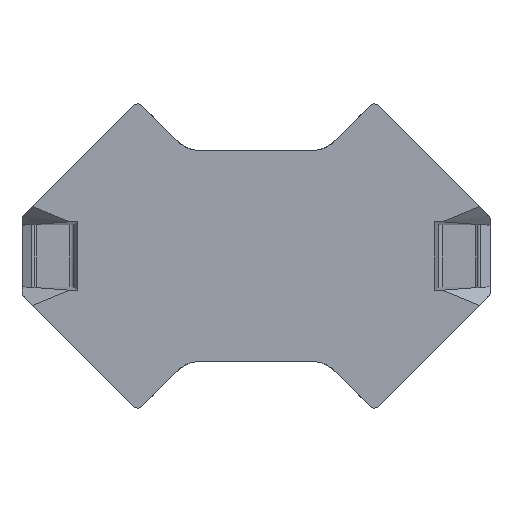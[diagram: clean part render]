
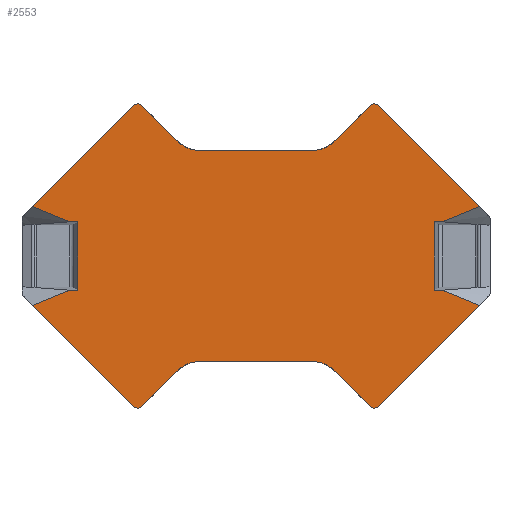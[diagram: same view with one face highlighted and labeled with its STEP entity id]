
A CAD part, front view. The second image highlights one B-rep face of the part: STEP entity #2553.
In plain terms, the highlighted planar face has unit normal (0, -1, 0).
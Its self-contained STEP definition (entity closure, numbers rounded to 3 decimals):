
#1=DIRECTION('',(1.,0.,0.));
#2=VECTOR('',#1,10.009);
#3=CARTESIAN_POINT('',(-5.005,0.,9.5));
#4=LINE('',#3,#2);
#5=CARTESIAN_POINT('',(5.005,0.,12.5));
#6=DIRECTION('',(0.,-1.,0.));
#7=DIRECTION('',(0.,0.,-1.));
#8=AXIS2_PLACEMENT_3D('',#5,#6,#7);
#10=DIRECTION('',(0.707,0.,0.707));
#11=VECTOR('',#10,4.522);
#12=CARTESIAN_POINT('',(7.126,0.,10.379));
#13=LINE('',#12,#11);
#14=CARTESIAN_POINT('',(10.677,0.,13.223));
#15=DIRECTION('',(0.,1.,0.));
#16=DIRECTION('',(-0.707,0.,0.707));
#17=AXIS2_PLACEMENT_3D('',#14,#15,#16);
#19=DIRECTION('',(0.707,0.,-0.707));
#20=VECTOR('',#19,12.884);
#21=CARTESIAN_POINT('',(11.031,0.,13.576));
#22=LINE('',#21,#20);
#23=DIRECTION('',(-0.924,0.,-0.383));
#24=VECTOR('',#23,3.617);
#25=CARTESIAN_POINT('',(20.141,0.,4.466));
#26=LINE('',#25,#24);
#27=DIRECTION('',(0.,0.,-1.));
#28=VECTOR('',#27,6.164);
#29=CARTESIAN_POINT('',(16.064,0.,3.082));
#30=LINE('',#29,#28);
#31=DIRECTION('',(1.,0.,0.));
#32=VECTOR('',#31,0.736);
#33=CARTESIAN_POINT('',(16.064,0.,
-3.082));
#34=LINE('',#33,#32);
#35=DIRECTION('',(0.924,0.,-0.383));
#36=VECTOR('',#35,3.617);
#37=CARTESIAN_POINT('',(16.8,0.,-3.082));
#38=LINE('',#37,#36);
#39=DIRECTION('',(-0.707,0.,-0.707));
#40=VECTOR('',#39,12.884);
#41=CARTESIAN_POINT('',(20.141,0.,-4.466));
#42=LINE('',#41,#40);
#43=CARTESIAN_POINT('',(10.677,0.,-13.223));
#44=DIRECTION('',(0.,1.,0.));
#45=DIRECTION('',(0.707,0.,-0.707));
#46=AXIS2_PLACEMENT_3D('',#43,#44,#45);
#48=DIRECTION('',(-0.707,0.,0.707));
#49=VECTOR('',#48,4.522);
#50=CARTESIAN_POINT('',(10.324,0.,-13.576));
#51=LINE('',#50,#49);
#52=CARTESIAN_POINT('',(5.005,0.,-12.5));
#53=DIRECTION('',(0.,-1.,0.));
#54=DIRECTION('',(0.707,0.,0.707));
#55=AXIS2_PLACEMENT_3D('',#52,#53,#54);
#57=DIRECTION('',(-1.,0.,0.));
#58=VECTOR('',#57,10.009);
#59=CARTESIAN_POINT('',(5.005,0.,-9.5));
#60=LINE('',#59,#58);
#61=CARTESIAN_POINT('',(-5.005,0.,-12.5));
#62=DIRECTION('',(0.,-1.,0.));
#63=DIRECTION('',(0.,0.,1.));
#64=AXIS2_PLACEMENT_3D('',#61,#62,#63);
#66=DIRECTION('',(-0.707,0.,-0.707));
#67=VECTOR('',#66,4.522);
#68=CARTESIAN_POINT('',(-7.126,0.,-10.379));
#69=LINE('',#68,#67);
#70=CARTESIAN_POINT('',(-10.677,0.,-13.223));
#71=DIRECTION('',(0.,1.,0.));
#72=DIRECTION('',(0.707,0.,-0.707));
#73=AXIS2_PLACEMENT_3D('',#70,#71,#72);
#75=DIRECTION('',(-0.707,0.,0.707));
#76=VECTOR('',#75,12.884);
#77=CARTESIAN_POINT('',(-11.031,0.,-13.576));
#78=LINE('',#77,#76);
#79=DIRECTION('',(0.924,0.,0.383));
#80=VECTOR('',#79,3.617);
#81=CARTESIAN_POINT('',(-20.141,0.,
-4.466));
#82=LINE('',#81,#80);
#83=DIRECTION('',(-1.,0.,0.));
#84=VECTOR('',#83,0.736);
#85=CARTESIAN_POINT('',(-16.064,0.,
3.082));
#86=LINE('',#85,#84);
#87=DIRECTION('',(-0.924,0.,0.383));
#88=VECTOR('',#87,3.617);
#89=CARTESIAN_POINT('',(-16.8,0.,3.082));
#90=LINE('',#89,#88);
#91=DIRECTION('',(0.707,0.,0.707));
#92=VECTOR('',#91,12.884);
#93=CARTESIAN_POINT('',(-20.141,0.,
4.466));
#94=LINE('',#93,#92);
#95=CARTESIAN_POINT('',(-10.677,0.,13.223));
#96=DIRECTION('',(0.,1.,0.));
#97=DIRECTION('',(-0.707,0.,0.707));
#98=AXIS2_PLACEMENT_3D('',#95,#96,#97);
#100=DIRECTION('',(0.707,0.,-0.707));
#101=VECTOR('',#100,4.522);
#102=CARTESIAN_POINT('',(-10.324,0.,13.576));
#103=LINE('',#102,#101);
#104=CARTESIAN_POINT('',(-5.005,0.,12.5));
#105=DIRECTION('',(0.,-1.,0.));
#106=DIRECTION('',(-0.707,0.,-0.707));
#107=AXIS2_PLACEMENT_3D('',#104,#105,#106);
#1295=DIRECTION('',(0.,0.,-1.));
#1296=VECTOR('',#1295,6.164);
#1297=CARTESIAN_POINT('',(-16.064,0.,
3.082));
#1298=LINE('',#1297,#1296);
#1321=DIRECTION('',(-1.,0.,0.));
#1322=VECTOR('',#1321,0.736);
#1323=CARTESIAN_POINT('',(-16.064,0.,
-3.082));
#1324=LINE('',#1323,#1322);
#2124=DIRECTION('',(1.,0.,0.));
#2125=VECTOR('',#2124,0.736);
#2126=CARTESIAN_POINT('',(16.064,0.,
3.082));
#2127=LINE('',#2126,#2125);
#2183=CARTESIAN_POINT('',(-5.005,0.,9.5));
#2184=CARTESIAN_POINT('',(5.005,0.,9.5));
#2185=VERTEX_POINT('',#2183);
#2186=VERTEX_POINT('',#2184);
#2187=CARTESIAN_POINT('',(7.126,0.,10.379));
#2188=VERTEX_POINT('',#2187);
#2189=CARTESIAN_POINT('',(10.324,0.,13.576));
#2190=VERTEX_POINT('',#2189);
#2191=CARTESIAN_POINT('',(11.031,0.,13.576));
#2192=VERTEX_POINT('',#2191);
#2193=CARTESIAN_POINT('',(20.141,0.,
4.466));
#2194=VERTEX_POINT('',#2193);
#2195=CARTESIAN_POINT('',(16.8,0.,3.082));
#2196=VERTEX_POINT('',#2195);
#2197=CARTESIAN_POINT('',(16.064,0.,
3.082));
#2198=VERTEX_POINT('',#2197);
#2199=CARTESIAN_POINT('',(16.064,0.,
-3.082));
#2200=VERTEX_POINT('',#2199);
#2201=CARTESIAN_POINT('',(16.8,0.,-3.082));
#2202=VERTEX_POINT('',#2201);
#2203=CARTESIAN_POINT('',(20.141,0.,
-4.466));
#2204=VERTEX_POINT('',#2203);
#2205=CARTESIAN_POINT('',(11.031,0.,-13.576));
#2206=VERTEX_POINT('',#2205);
#2207=CARTESIAN_POINT('',(10.324,0.,-13.576));
#2208=VERTEX_POINT('',#2207);
#2209=CARTESIAN_POINT('',(7.126,0.,-10.379));
#2210=VERTEX_POINT('',#2209);
#2211=CARTESIAN_POINT('',(5.005,0.,-9.5));
#2212=VERTEX_POINT('',#2211);
#2213=CARTESIAN_POINT('',(-5.005,0.,-9.5));
#2214=VERTEX_POINT('',#2213);
#2215=CARTESIAN_POINT('',(-7.126,0.,-10.379));
#2216=VERTEX_POINT('',#2215);
#2217=CARTESIAN_POINT('',(-10.324,0.,-13.576));
#2218=VERTEX_POINT('',#2217);
#2219=CARTESIAN_POINT('',(-11.031,0.,-13.576));
#2220=VERTEX_POINT('',#2219);
#2221=CARTESIAN_POINT('',(-20.141,0.,
-4.466));
#2222=VERTEX_POINT('',#2221);
#2223=CARTESIAN_POINT('',(-16.8,0.,-3.082));
#2224=VERTEX_POINT('',#2223);
#2225=CARTESIAN_POINT('',(-16.064,0.,
-3.082));
#2226=VERTEX_POINT('',#2225);
#2227=CARTESIAN_POINT('',(-16.064,0.,
3.082));
#2228=VERTEX_POINT('',#2227);
#2229=CARTESIAN_POINT('',(-16.8,0.,3.082));
#2230=VERTEX_POINT('',#2229);
#2231=CARTESIAN_POINT('',(-20.141,0.,
4.466));
#2232=VERTEX_POINT('',#2231);
#2233=CARTESIAN_POINT('',(-11.031,0.,13.576));
#2234=VERTEX_POINT('',#2233);
#2235=CARTESIAN_POINT('',(-10.324,0.,13.576));
#2236=VERTEX_POINT('',#2235);
#2237=CARTESIAN_POINT('',(-7.126,0.,10.379));
#2238=VERTEX_POINT('',#2237);
#2490=CARTESIAN_POINT('',(0.,0.,0.));
#2491=DIRECTION('',(0.,1.,0.));
#2492=DIRECTION('',(1.,0.,0.));
#2493=AXIS2_PLACEMENT_3D('',#2490,#2491,#2492);
#2494=PLANE('',#2493);
#2496=ORIENTED_EDGE('',*,*,#2495,.T.);
#2498=ORIENTED_EDGE('',*,*,#2497,.T.);
#2500=ORIENTED_EDGE('',*,*,#2499,.T.);
#2502=ORIENTED_EDGE('',*,*,#2501,.T.);
#2504=ORIENTED_EDGE('',*,*,#2503,.T.);
#2506=ORIENTED_EDGE('',*,*,#2505,.T.);
#2508=ORIENTED_EDGE('',*,*,#2507,.F.);
#2510=ORIENTED_EDGE('',*,*,#2509,.T.);
#2512=ORIENTED_EDGE('',*,*,#2511,.T.);
#2514=ORIENTED_EDGE('',*,*,#2513,.T.);
#2516=ORIENTED_EDGE('',*,*,#2515,.T.);
#2518=ORIENTED_EDGE('',*,*,#2517,.T.);
#2520=ORIENTED_EDGE('',*,*,#2519,.T.);
#2522=ORIENTED_EDGE('',*,*,#2521,.T.);
#2524=ORIENTED_EDGE('',*,*,#2523,.T.);
#2526=ORIENTED_EDGE('',*,*,#2525,.T.);
#2528=ORIENTED_EDGE('',*,*,#2527,.T.);
#2530=ORIENTED_EDGE('',*,*,#2529,.T.);
#2532=ORIENTED_EDGE('',*,*,#2531,.T.);
#2534=ORIENTED_EDGE('',*,*,#2533,.T.);
#2536=ORIENTED_EDGE('',*,*,#2535,.F.);
#2538=ORIENTED_EDGE('',*,*,#2537,.F.);
#2540=ORIENTED_EDGE('',*,*,#2539,.T.);
#2542=ORIENTED_EDGE('',*,*,#2541,.T.);
#2544=ORIENTED_EDGE('',*,*,#2543,.T.);
#2546=ORIENTED_EDGE('',*,*,#2545,.T.);
#2548=ORIENTED_EDGE('',*,*,#2547,.T.);
#2550=ORIENTED_EDGE('',*,*,#2549,.T.);
#2551=EDGE_LOOP('',(#2496,#2498,#2500,#2502,#2504,#2506,#2508,#2510,#2512,#2514,
#2516,#2518,#2520,#2522,#2524,#2526,#2528,#2530,#2532,#2534,#2536,#2538,#2540,
#2542,#2544,#2546,#2548,#2550));
#2552=FACE_OUTER_BOUND('',#2551,.F.);
#2553=ADVANCED_FACE('',(#2552),#2494,.F.);
#9=CIRCLE('',#8,3.);
#18=CIRCLE('',#17,0.5);
#47=CIRCLE('',#46,0.5);
#56=CIRCLE('',#55,3.);
#65=CIRCLE('',#64,3.);
#74=CIRCLE('',#73,0.5);
#99=CIRCLE('',#98,0.5);
#108=CIRCLE('',#107,3.);
#2495=EDGE_CURVE('',#2185,#2186,#4,.T.);
#2497=EDGE_CURVE('',#2186,#2188,#9,.T.);
#2499=EDGE_CURVE('',#2188,#2190,#13,.T.);
#2501=EDGE_CURVE('',#2190,#2192,#18,.T.);
#2503=EDGE_CURVE('',#2192,#2194,#22,.T.);
#2505=EDGE_CURVE('',#2194,#2196,#26,.T.);
#2507=EDGE_CURVE('',#2198,#2196,#2127,.T.);
#2509=EDGE_CURVE('',#2198,#2200,#30,.T.);
#2511=EDGE_CURVE('',#2200,#2202,#34,.T.);
#2513=EDGE_CURVE('',#2202,#2204,#38,.T.);
#2515=EDGE_CURVE('',#2204,#2206,#42,.T.);
#2517=EDGE_CURVE('',#2206,#2208,#47,.T.);
#2519=EDGE_CURVE('',#2208,#2210,#51,.T.);
#2521=EDGE_CURVE('',#2210,#2212,#56,.T.);
#2523=EDGE_CURVE('',#2212,#2214,#60,.T.);
#2525=EDGE_CURVE('',#2214,#2216,#65,.T.);
#2527=EDGE_CURVE('',#2216,#2218,#69,.T.);
#2529=EDGE_CURVE('',#2218,#2220,#74,.T.);
#2531=EDGE_CURVE('',#2220,#2222,#78,.T.);
#2533=EDGE_CURVE('',#2222,#2224,#82,.T.);
#2535=EDGE_CURVE('',#2226,#2224,#1324,.T.);
#2537=EDGE_CURVE('',#2228,#2226,#1298,.T.);
#2539=EDGE_CURVE('',#2228,#2230,#86,.T.);
#2541=EDGE_CURVE('',#2230,#2232,#90,.T.);
#2543=EDGE_CURVE('',#2232,#2234,#94,.T.);
#2545=EDGE_CURVE('',#2234,#2236,#99,.T.);
#2547=EDGE_CURVE('',#2236,#2238,#103,.T.);
#2549=EDGE_CURVE('',#2238,#2185,#108,.T.);
